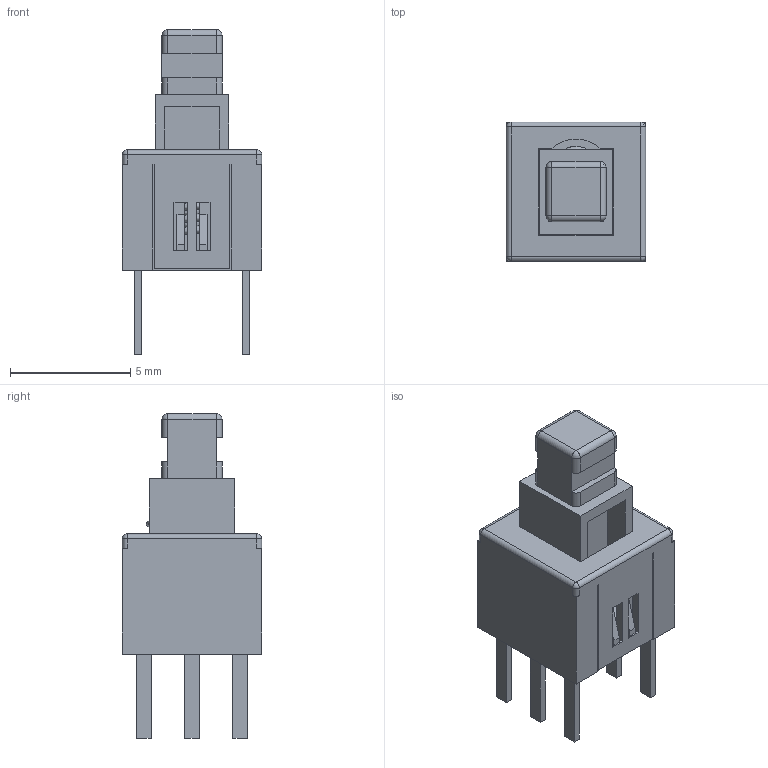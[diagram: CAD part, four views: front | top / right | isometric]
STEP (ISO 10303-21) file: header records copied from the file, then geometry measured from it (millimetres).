
FILE_DESCRIPTION((' '),'2;1');
FILE_NAME('TL2203xx.stp','2017-07-28T11:06:01',(' '),(' '),' ','ACIS',' ');
FILE_SCHEMA(('CONFIG_CONTROL_DESIGN'));
Length unit declared in the file: inch
Products named in the file (1): TL2203xx.stp
Bounding box: 5.8 x 5.8 x 13.5 mm (x, y, z)
Volume: 144.1 mm3; surface area: 549.3 mm2
Topology: 1 solids, 1 shells, 180 faces, 506 edges, 320 vertices
Faces by surface type: plane 149, cylinder 22, sphere 8, bspline 1
Entity records: 6709 total; most frequent: CARTESIAN_POINT 1950, ORIENTED_EDGE 1000, DIRECTION 899, EDGE_CURVE 500, VECTOR 451, LINE 451, VERTEX_POINT 316, AXIS2_PLACEMENT_3D 224
